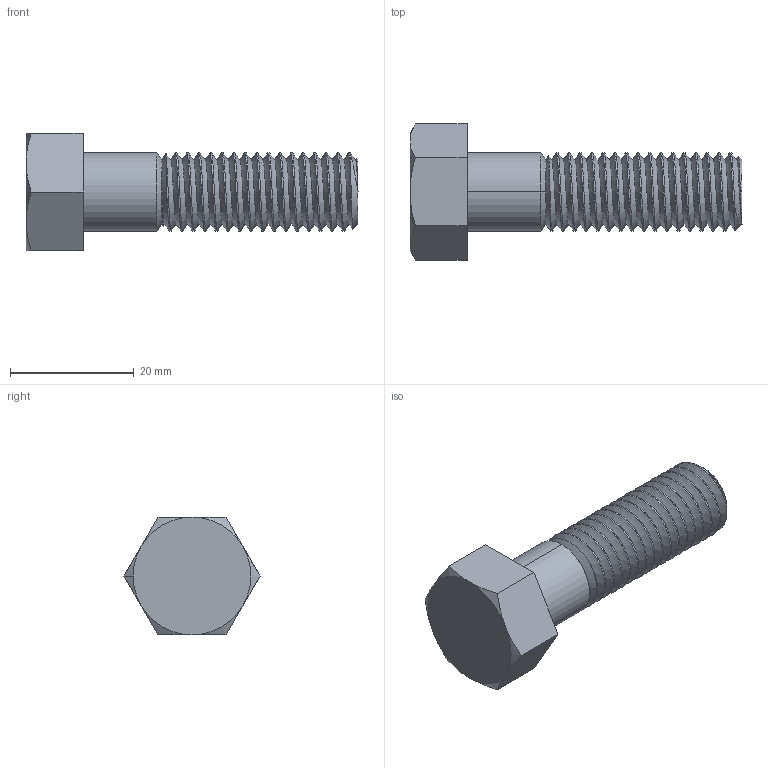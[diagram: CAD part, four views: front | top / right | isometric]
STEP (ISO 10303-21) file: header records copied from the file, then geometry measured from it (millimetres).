
FILE_DESCRIPTION (( 'STEP AP203' ), '1' );
FILE_NAME ('B006HYCKPG.3D.STEP', '2013-02-22T11:31:22', ( '' ), ( '' ), 'SwSTEP 2.0', 'SolidWorks 2010', '' );
FILE_SCHEMA (( 'CONFIG_CONTROL_DESIGN' ));
Length unit declared in the file: inch
Products named in the file (1): B006HYCKPG.3D
Bounding box: 53.7 x 22 x 19.05 mm (x, y, z)
Volume: 7889 mm3; surface area: 3615.9 mm2
Topology: 1 solids, 1 shells, 61 faces, 160 edges, 102 vertices
Faces by surface type: cylinder 35, cone 15, plane 9, bspline 2
Entity records: 7141 total; most frequent: CARTESIAN_POINT 5791, ORIENTED_EDGE 320, DIRECTION 214, EDGE_CURVE 160, VERTEX_POINT 102, AXIS2_PLACEMENT_3D 80, EDGE_LOOP 62, FACE_OUTER_BOUND 61
